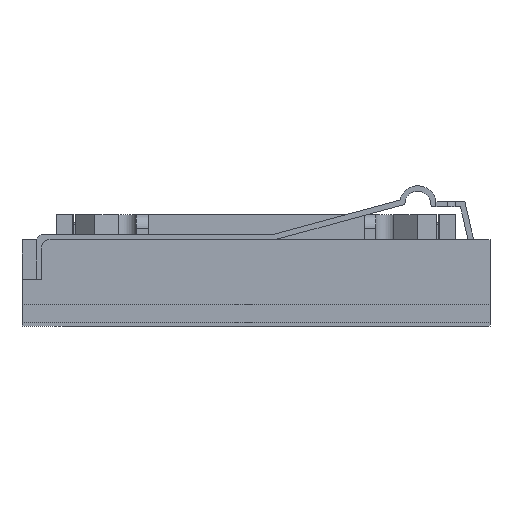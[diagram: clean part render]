
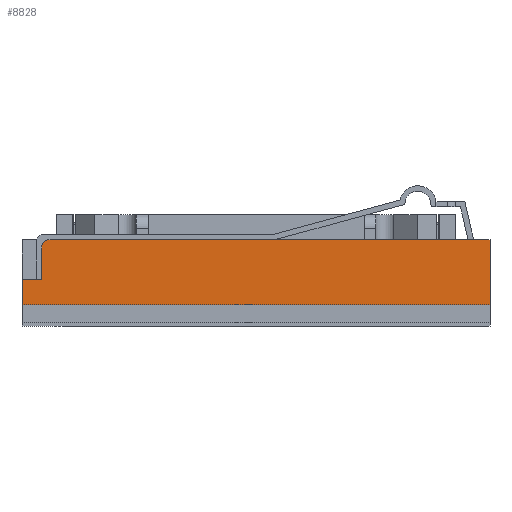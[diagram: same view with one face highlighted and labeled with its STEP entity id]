
A CAD part, left-side view. The second image highlights one B-rep face of the part: STEP entity #8828.
In plain terms, the highlighted planar face has unit normal (-1, 0, 0).
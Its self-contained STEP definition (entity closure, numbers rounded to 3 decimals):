
#677=CIRCLE('',#9461,0.2);
#969=FACE_OUTER_BOUND('',#1470,.T.);
#1470=EDGE_LOOP('',(#6325,#6326,#6327,#6328,#6329,#6330,#6331));
#1854=LINE('',#12193,#2613);
#2000=LINE('',#12585,#2759);
#2011=LINE('',#12605,#2770);
#2024=LINE('',#12629,#2783);
#2206=LINE('',#13747,#2965);
#2252=LINE('',#13845,#3011);
#2613=VECTOR('',#9949,12.25);
#2759=VECTOR('',#10229,0.7);
#2770=VECTOR('',#10242,1.8);
#2783=VECTOR('',#10259,13.);
#2965=VECTOR('',#10815,0.9);
#3011=VECTOR('',#10953,0.55);
#3372=VERTEX_POINT('',#12190);
#3373=VERTEX_POINT('',#12192);
#3550=VERTEX_POINT('',#12581);
#3552=VERTEX_POINT('',#12584);
#3560=VERTEX_POINT('',#12604);
#3849=VERTEX_POINT('',#13744);
#3850=VERTEX_POINT('',#13746);
#4186=EDGE_CURVE('',#3373,#3372,#1854,.T.);
#4381=EDGE_CURVE('',#3550,#3552,#2000,.T.);
#4392=EDGE_CURVE('',#3560,#3373,#2011,.T.);
#4405=EDGE_CURVE('',#3550,#3560,#2024,.T.);
#4759=EDGE_CURVE('',#3849,#3850,#2206,.T.);
#4773=EDGE_CURVE('',#3850,#3372,#677,.T.);
#4811=EDGE_CURVE('',#3552,#3849,#2252,.T.);
#6325=ORIENTED_EDGE('',*,*,#4392,.T.);
#6326=ORIENTED_EDGE('',*,*,#4186,.T.);
#6327=ORIENTED_EDGE('',*,*,#4773,.F.);
#6328=ORIENTED_EDGE('',*,*,#4759,.F.);
#6329=ORIENTED_EDGE('',*,*,#4811,.F.);
#6330=ORIENTED_EDGE('',*,*,#4381,.F.);
#6331=ORIENTED_EDGE('',*,*,#4405,.T.);
#8118=PLANE('',#9498);
#8828=ADVANCED_FACE('',(#969),#8118,.T.);
#9461=AXIS2_PLACEMENT_3D('',#13772,#10844,#10845);
#9498=AXIS2_PLACEMENT_3D('',#13844,#10951,#10952);
#9949=DIRECTION('',(0.,1.,0.));
#10229=DIRECTION('',(0.,0.,1.));
#10242=DIRECTION('',(0.,0.,1.));
#10259=DIRECTION('',(0.,-1.,0.));
#10815=DIRECTION('',(0.,0.,1.));
#10844=DIRECTION('center_axis',(1.,0.,0.));
#10845=DIRECTION('ref_axis',(0.,0.,-1.));
#10951=DIRECTION('center_axis',(-1.,0.,0.));
#10952=DIRECTION('ref_axis',(0.,0.,1.));
#10953=DIRECTION('',(0.,-1.,0.));
#12190=CARTESIAN_POINT('',(-0.35,-37.75,1.4));
#12192=CARTESIAN_POINT('',(-0.35,-50.,1.4));
#12193=CARTESIAN_POINT('',(-0.35,-37.,1.4));
#12581=CARTESIAN_POINT('',(-0.35,-37.,-0.4));
#12584=CARTESIAN_POINT('',(-0.35,-37.,0.3));
#12585=CARTESIAN_POINT('',(-0.35,-37.,0.));
#12604=CARTESIAN_POINT('',(-0.35,-50.,-0.4));
#12605=CARTESIAN_POINT('',(-0.35,-50.,0.));
#12629=CARTESIAN_POINT('',(-0.35,-37.,-0.4));
#13744=CARTESIAN_POINT('',(-0.35,-37.55,0.3));
#13746=CARTESIAN_POINT('',(-0.35,-37.55,1.2));
#13747=CARTESIAN_POINT('',(-0.35,-37.55,0.));
#13772=CARTESIAN_POINT('Origin',(-0.35,-37.75,1.2));
#13844=CARTESIAN_POINT('Origin',(-0.35,-43.5,0.));
#13845=CARTESIAN_POINT('',(-0.35,-37.,0.3));
